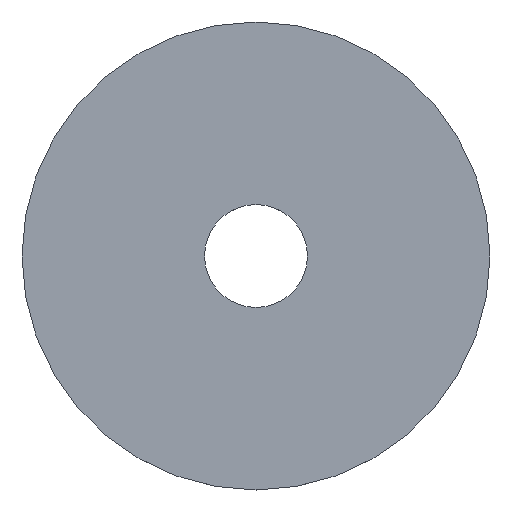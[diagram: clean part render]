
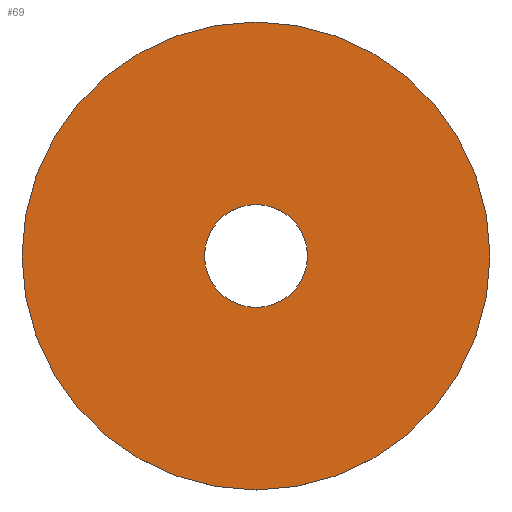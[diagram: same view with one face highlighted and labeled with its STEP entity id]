
A CAD part, top view. The second image highlights one B-rep face of the part: STEP entity #69.
In plain terms, the highlighted planar face has unit normal (0, 0, 1).
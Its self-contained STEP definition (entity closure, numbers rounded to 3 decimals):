
#4 = EDGE_LOOP ( 'NONE', ( #127 ) ) ;
#8 = AXIS2_PLACEMENT_3D ( 'NONE', #72, #26, #136 ) ;
#9 = DIRECTION ( 'NONE',  ( 0., -1., 0. ) ) ;
#11 = VERTEX_POINT ( 'NONE', #68 ) ;
#16 = CARTESIAN_POINT ( 'NONE',  ( 0., 0., 1.2 ) ) ;
#21 = FACE_OUTER_BOUND ( 'NONE', #105, .T. ) ;
#26 = DIRECTION ( 'NONE',  ( 0., 0., -1. ) ) ;
#29 = AXIS2_PLACEMENT_3D ( 'NONE', #16, #81, #80 ) ;
#36 = CIRCLE ( 'NONE', #29, 50. ) ;
#37 = PLANE ( 'NONE',  #123 ) ;
#48 = CIRCLE ( 'NONE', #8, 11. ) ;
#68 = CARTESIAN_POINT ( 'NONE',  ( 0., 11., 1.2 ) ) ;
#69 = ADVANCED_FACE ( 'NONE', ( #142, #21 ), #37, .T. ) ;
#72 = CARTESIAN_POINT ( 'NONE',  ( 0., 0., 1.2 ) ) ;
#76 = EDGE_CURVE ( 'NONE', #11, #11, #48, .T. ) ;
#79 = ORIENTED_EDGE ( 'NONE', *, *, #103, .F. ) ;
#80 = DIRECTION ( 'NONE',  ( 0., 1., 0. ) ) ;
#81 = DIRECTION ( 'NONE',  ( 0., 0., -1. ) ) ;
#93 = CARTESIAN_POINT ( 'NONE',  ( 0., 50., 1.2 ) ) ;
#103 = EDGE_CURVE ( 'NONE', #145, #145, #36, .T. ) ;
#105 = EDGE_LOOP ( 'NONE', ( #79 ) ) ;
#123 = AXIS2_PLACEMENT_3D ( 'NONE', #166, #141, #9 ) ;
#127 = ORIENTED_EDGE ( 'NONE', *, *, #76, .T. ) ;
#136 = DIRECTION ( 'NONE',  ( 0., 1., 0. ) ) ;
#141 = DIRECTION ( 'NONE',  ( 0., 0., 1. ) ) ;
#142 = FACE_BOUND ( 'NONE', #4, .T. ) ;
#145 = VERTEX_POINT ( 'NONE', #93 ) ;
#166 = CARTESIAN_POINT ( 'NONE',  ( 0., 11., 1.2 ) ) ;
